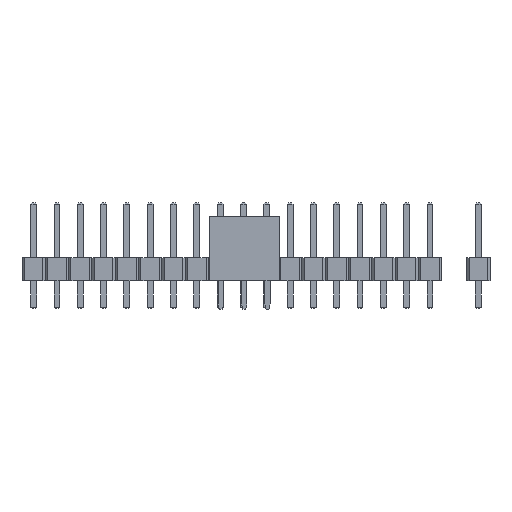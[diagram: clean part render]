
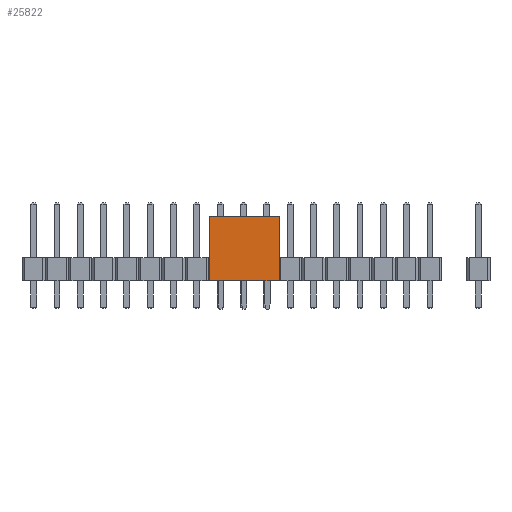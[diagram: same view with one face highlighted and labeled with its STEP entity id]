
A CAD part, left-side view. The second image highlights one B-rep face of the part: STEP entity #25822.
In plain terms, the highlighted planar face has unit normal (-1, 0, 0).
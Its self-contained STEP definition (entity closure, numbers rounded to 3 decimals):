
#1390=FACE_OUTER_BOUND('',#2906,.T.);
#2906=EDGE_LOOP('',(#20925,#20926,#20927,#20928));
#5935=LINE('',#39408,#9265);
#5941=LINE('',#39421,#9271);
#5944=LINE('',#39426,#9274);
#5970=LINE('',#39477,#9300);
#9265=VECTOR('',#32717,1.);
#9271=VECTOR('',#32725,1.);
#9274=VECTOR('',#32732,1.);
#9300=VECTOR('',#32760,1.);
#11503=VERTEX_POINT('',#39396);
#11508=VERTEX_POINT('',#39406);
#11513=VERTEX_POINT('',#39418);
#11514=VERTEX_POINT('',#39420);
#14663=EDGE_CURVE('',#11503,#11508,#5935,.T.);
#14669=EDGE_CURVE('',#11513,#11514,#5941,.T.);
#14672=EDGE_CURVE('',#11514,#11508,#5944,.T.);
#14698=EDGE_CURVE('',#11513,#11503,#5970,.T.);
#20925=ORIENTED_EDGE('',*,*,#14669,.F.);
#20926=ORIENTED_EDGE('',*,*,#14698,.T.);
#20927=ORIENTED_EDGE('',*,*,#14663,.T.);
#20928=ORIENTED_EDGE('',*,*,#14672,.F.);
#23026=PLANE('',#27272);
#25822=ADVANCED_FACE('',(#1390),#23026,.F.);
#27272=AXIS2_PLACEMENT_3D('',#39579,#32817,#32818);
#32717=DIRECTION('',(0.,0.,1.));
#32725=DIRECTION('',(0.,0.,1.));
#32732=DIRECTION('',(0.,-1.,0.));
#32760=DIRECTION('',(0.,-1.,0.));
#32817=DIRECTION('center_axis',(1.,0.,0.));
#32818=DIRECTION('ref_axis',(0.,-1.,0.));
#39396=CARTESIAN_POINT('',(-3.81,-6.35,0.));
#39406=CARTESIAN_POINT('',(-3.81,-6.35,7.));
#39408=CARTESIAN_POINT('',(-3.81,-6.35,0.));
#39418=CARTESIAN_POINT('',(-3.81,1.27,0.));
#39420=CARTESIAN_POINT('',(-3.81,1.27,7.));
#39421=CARTESIAN_POINT('',(-3.81,1.27,0.));
#39426=CARTESIAN_POINT('',(-3.81,1.27,7.));
#39477=CARTESIAN_POINT('',(-3.81,1.27,0.));
#39579=CARTESIAN_POINT('Origin',(-3.81,1.27,0.));
